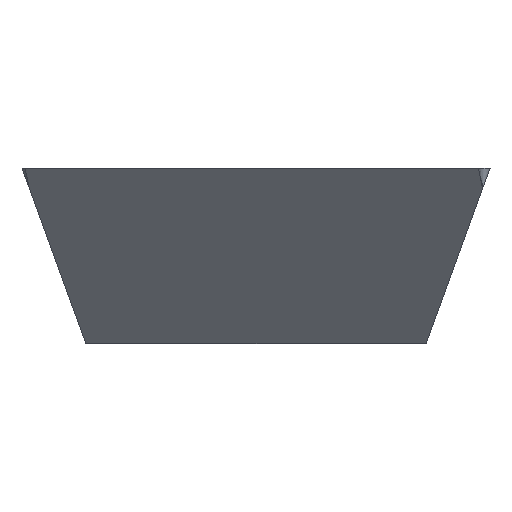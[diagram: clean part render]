
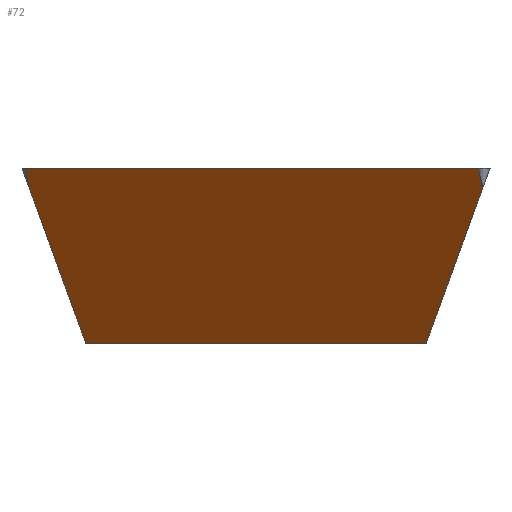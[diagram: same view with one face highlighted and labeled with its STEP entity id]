
A CAD part, left-side view. The second image highlights one B-rep face of the part: STEP entity #72.
In plain terms, the highlighted planar face has unit normal (-0.77, 0.539, -0.342).
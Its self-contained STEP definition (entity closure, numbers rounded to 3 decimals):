
#52=FACE_OUTER_BOUND('',#104,.T.);
#72=ADVANCED_FACE('',(#52),#91,.T.);
#91=PLANE('',#525);
#104=EDGE_LOOP('',(#153,#154,#155,#156,#157,#158));
#153=ORIENTED_EDGE('',*,*,#294,.T.);
#154=ORIENTED_EDGE('',*,*,#295,.T.);
#155=ORIENTED_EDGE('',*,*,#271,.T.);
#156=ORIENTED_EDGE('',*,*,#296,.T.);
#157=ORIENTED_EDGE('',*,*,#297,.F.);
#158=ORIENTED_EDGE('',*,*,#287,.T.);
#233=VERTEX_POINT('',#730);
#234=VERTEX_POINT('',#732);
#247=VERTEX_POINT('',#764);
#248=VERTEX_POINT('',#765);
#251=VERTEX_POINT('',#775);
#252=VERTEX_POINT('',#780);
#271=EDGE_CURVE('',#234,#233,#404,.T.);
#287=EDGE_CURVE('',#247,#248,#413,.T.);
#294=EDGE_CURVE('',#248,#251,#418,.T.);
#295=EDGE_CURVE('',#251,#234,#419,.T.);
#296=EDGE_CURVE('',#233,#252,#420,.T.);
#297=EDGE_CURVE('',#247,#252,#421,.T.);
#404=LINE('',#731,#434);
#413=LINE('',#763,#443);
#418=LINE('',#776,#448);
#419=LINE('',#778,#449);
#420=LINE('',#779,#450);
#421=LINE('',#781,#451);
#434=VECTOR('',#587,1.);
#443=VECTOR('',#616,1.);
#448=VECTOR('',#627,1.);
#449=VECTOR('',#630,1.);
#450=VECTOR('',#631,1.);
#451=VECTOR('',#632,1.);
#525=AXIS2_PLACEMENT_3D('',#782,#633,#634);
#587=DIRECTION('',(0.574,0.819,0.));
#616=DIRECTION('',(-0.574,-0.819,0.));
#627=DIRECTION('',(-0.549,-0.286,0.785));
#630=DIRECTION('',(-0.28,0.196,0.94));
#631=DIRECTION('',(0.28,-0.196,-0.94));
#632=DIRECTION('',(-0.175,0.337,0.925));
#633=DIRECTION('',(-0.77,0.539,-0.342));
#634=DIRECTION('',(0.574,0.819,0.));
#730=CARTESIAN_POINT('',(-3.365,6.265,0.));
#731=CARTESIAN_POINT('',(-11.978,-6.035,0.));
#732=CARTESIAN_POINT('',(-11.978,-6.035,0.));
#763=CARTESIAN_POINT('',(-2.404,4.618,-4.76));
#764=CARTESIAN_POINT('',(-2.404,4.618,-4.76));
#765=CARTESIAN_POINT('',(-8.87,-4.618,-4.76));
#775=CARTESIAN_POINT('',(-11.814,-6.15,-0.549));
#776=CARTESIAN_POINT('',(-8.87,-4.618,-4.76));
#778=CARTESIAN_POINT('',(-11.814,-6.15,-0.549));
#779=CARTESIAN_POINT('',(-3.365,6.265,0.));
#780=CARTESIAN_POINT('',(-3.201,6.15,-0.549));
#781=CARTESIAN_POINT('',(-2.404,4.618,-4.76));
#782=CARTESIAN_POINT('',(-2.723,7.182,0.));
